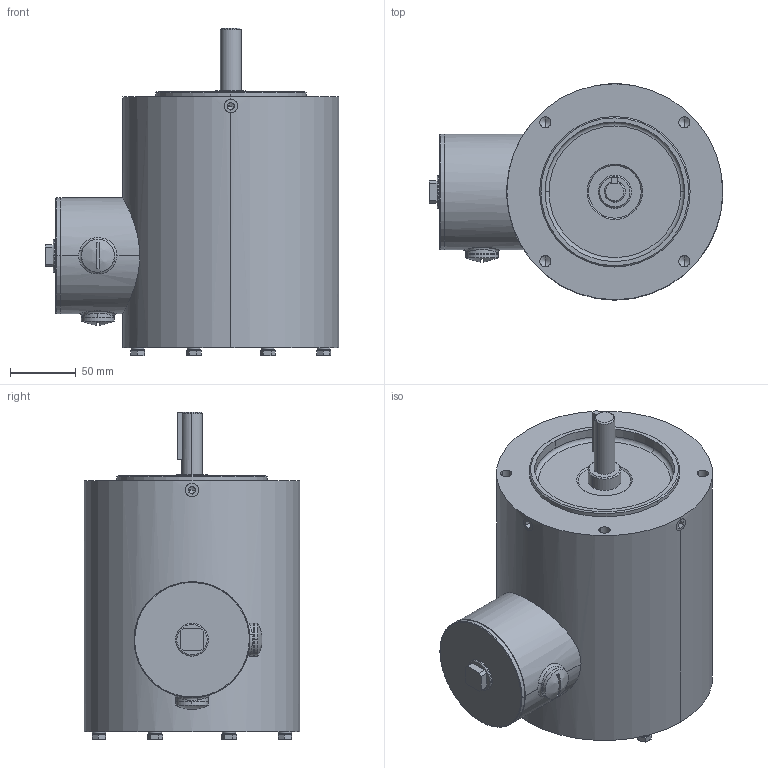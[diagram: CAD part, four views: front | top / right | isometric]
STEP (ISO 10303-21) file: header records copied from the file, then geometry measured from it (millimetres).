
FILE_DESCRIPTION (( 'STEP AP214' ), '1' );
FILE_NAME ('GG(MTSN-P33-3BD18R) nc WITH -bolts redcmb1 coord fxt.STEP', '2022-04-12T11:11:52', ( '' ), ( '' ), 'SwSTEP 2.0', 'SolidWorks 2021', '' );
FILE_SCHEMA (( 'AUTOMOTIVE_DESIGN' ));
Length unit declared in the file: inch
Products named in the file (1): GG(MTSN-P33-3BD18R) nc WITH -bolts redcmb1 coord fxt
Bounding box: 223 x 164 x 249.1 mm (x, y, z)
Volume: 691710.4 mm3; surface area: 381799.4 mm2
Topology: 6 solids, 6 shells, 605 faces, 1488 edges, 932 vertices
Faces by surface type: plane 221, cylinder 217, cone 85, bspline 44, torus 38
Entity records: 26735 total; most frequent: CARTESIAN_POINT 12834, ORIENTED_EDGE 2920, DIRECTION 2812, EDGE_CURVE 1460, AXIS2_PLACEMENT_3D 1120, VERTEX_POINT 932, EDGE_LOOP 680, FACE_OUTER_BOUND 605
